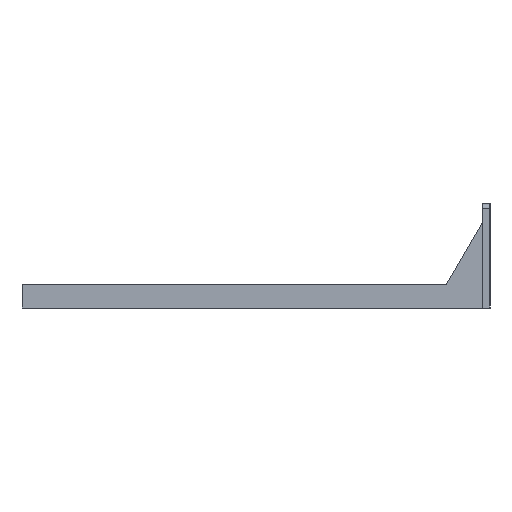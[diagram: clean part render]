
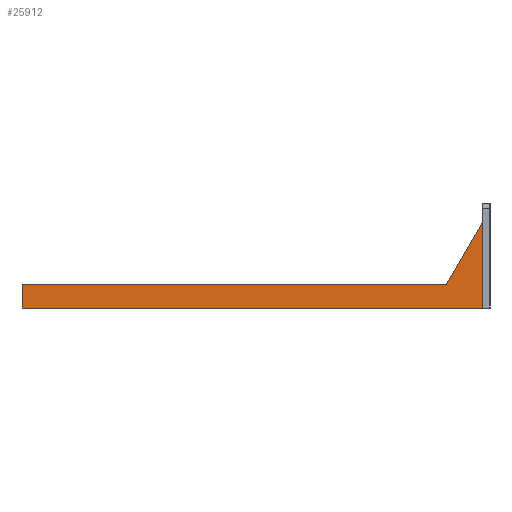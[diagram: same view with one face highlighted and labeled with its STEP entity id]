
A CAD part, left-side view. The second image highlights one B-rep face of the part: STEP entity #25912.
In plain terms, the highlighted planar face has unit normal (-1, 0, 0).
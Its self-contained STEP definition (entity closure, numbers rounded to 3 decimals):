
#251 = PLANE('',#252);
#252 = AXIS2_PLACEMENT_3D('',#253,#254,#255);
#253 = CARTESIAN_POINT('',(10.,124.25,0.));
#254 = DIRECTION('',(0.,0.,1.));
#255 = DIRECTION('',(1.,0.,0.));
#385 = PLANE('',#386);
#386 = AXIS2_PLACEMENT_3D('',#387,#388,#389);
#387 = CARTESIAN_POINT('',(224.5,3.2,0.));
#388 = DIRECTION('',(0.,1.,0.));
#389 = DIRECTION('',(-0.,-0.,-1.));
#8538 = VERTEX_POINT('',#8539);
#8539 = CARTESIAN_POINT('',(-1.6,200.,0.));
#8553 = PLANE('',#8554);
#8554 = AXIS2_PLACEMENT_3D('',#8555,#8556,#8557);
#8555 = CARTESIAN_POINT('',(0.,200.,0.));
#8556 = DIRECTION('',(0.,1.,0.));
#8557 = DIRECTION('',(1.,0.,0.));
#8565 = EDGE_CURVE('',#8566,#8538,#8568,.T.);
#8566 = VERTEX_POINT('',#8567);
#8567 = CARTESIAN_POINT('',(-1.6,3.2,0.));
#8568 = SURFACE_CURVE('',#8569,(#8573,#8580),.PCURVE_S1.);
#8569 = LINE('',#8570,#8571);
#8570 = CARTESIAN_POINT('',(-1.6,0.,0.));
#8571 = VECTOR('',#8572,1.);
#8572 = DIRECTION('',(0.,1.,0.));
#8573 = PCURVE('',#251,#8574);
#8574 = DEFINITIONAL_REPRESENTATION('',(#8575),#8579);
#8575 = LINE('',#8576,#8577);
#8576 = CARTESIAN_POINT('',(-11.6,-124.25));
#8577 = VECTOR('',#8578,1.);
#8578 = DIRECTION('',(0.,1.));
#8579 = ( GEOMETRIC_REPRESENTATION_CONTEXT(2) 
PARAMETRIC_REPRESENTATION_CONTEXT() REPRESENTATION_CONTEXT('2D SPACE',''
  ) );
#8580 = PCURVE('',#8581,#8586);
#8581 = PLANE('',#8582);
#8582 = AXIS2_PLACEMENT_3D('',#8583,#8584,#8585);
#8583 = CARTESIAN_POINT('',(-1.6,0.,0.));
#8584 = DIRECTION('',(1.,0.,0.));
#8585 = DIRECTION('',(0.,0.,1.));
#8586 = DEFINITIONAL_REPRESENTATION('',(#8587),#8591);
#8587 = LINE('',#8588,#8589);
#8588 = CARTESIAN_POINT('',(0.,0.));
#8589 = VECTOR('',#8590,1.);
#8590 = DIRECTION('',(0.,-1.));
#8591 = ( GEOMETRIC_REPRESENTATION_CONTEXT(2) 
PARAMETRIC_REPRESENTATION_CONTEXT() REPRESENTATION_CONTEXT('2D SPACE',''
  ) );
#15565 = EDGE_CURVE('',#15566,#8566,#15568,.T.);
#15566 = VERTEX_POINT('',#15567);
#15567 = CARTESIAN_POINT('',(-1.6,3.2,36.713));
#15568 = SURFACE_CURVE('',#15569,(#15573,#15580),.PCURVE_S1.);
#15569 = LINE('',#15570,#15571);
#15570 = CARTESIAN_POINT('',(-1.6,3.2,36.713));
#15571 = VECTOR('',#15572,1.);
#15572 = DIRECTION('',(0.,0.,-1.));
#15573 = PCURVE('',#385,#15574);
#15574 = DEFINITIONAL_REPRESENTATION('',(#15575),#15579);
#15575 = LINE('',#15576,#15577);
#15576 = CARTESIAN_POINT('',(-36.713,226.1));
#15577 = VECTOR('',#15578,1.);
#15578 = DIRECTION('',(1.,0.));
#15579 = ( GEOMETRIC_REPRESENTATION_CONTEXT(2) 
PARAMETRIC_REPRESENTATION_CONTEXT() REPRESENTATION_CONTEXT('2D SPACE',''
  ) );
#15580 = PCURVE('',#8581,#15581);
#15581 = DEFINITIONAL_REPRESENTATION('',(#15582),#15586);
#15582 = LINE('',#15583,#15584);
#15583 = CARTESIAN_POINT('',(36.713,-3.2));
#15584 = VECTOR('',#15585,1.);
#15585 = DIRECTION('',(-1.,0.));
#15586 = ( GEOMETRIC_REPRESENTATION_CONTEXT(2) 
PARAMETRIC_REPRESENTATION_CONTEXT() REPRESENTATION_CONTEXT('2D SPACE',''
  ) );
#15603 = PLANE('',#15604);
#15604 = AXIS2_PLACEMENT_3D('',#15605,#15606,#15607);
#15605 = CARTESIAN_POINT('',(0.,0.,42.225));
#15606 = DIRECTION('',(-0.,-0.865,-0.502));
#15607 = DIRECTION('',(0.,0.502,-0.865));
#16614 = PLANE('',#16615);
#16615 = AXIS2_PLACEMENT_3D('',#16616,#16617,#16618);
#16616 = CARTESIAN_POINT('',(195.,0.,10.));
#16617 = DIRECTION('',(0.,0.,1.));
#16618 = DIRECTION('',(1.,0.,0.));
#25912 = ADVANCED_FACE('',(#25913),#8581,.F.);
#25913 = FACE_BOUND('',#25914,.F.);
#25914 = EDGE_LOOP('',(#25915,#25940,#25961,#25962,#25963));
#25915 = ORIENTED_EDGE('',*,*,#25916,.F.);
#25916 = EDGE_CURVE('',#25917,#25919,#25921,.T.);
#25917 = VERTEX_POINT('',#25918);
#25918 = CARTESIAN_POINT('',(-1.6,18.708,10.));
#25919 = VERTEX_POINT('',#25920);
#25920 = CARTESIAN_POINT('',(-1.6,200.,10.));
#25921 = SURFACE_CURVE('',#25922,(#25926,#25933),.PCURVE_S1.);
#25922 = LINE('',#25923,#25924);
#25923 = CARTESIAN_POINT('',(-1.6,0.,10.));
#25924 = VECTOR('',#25925,1.);
#25925 = DIRECTION('',(0.,1.,0.));
#25926 = PCURVE('',#8581,#25927);
#25927 = DEFINITIONAL_REPRESENTATION('',(#25928),#25932);
#25928 = LINE('',#25929,#25930);
#25929 = CARTESIAN_POINT('',(10.,0.));
#25930 = VECTOR('',#25931,1.);
#25931 = DIRECTION('',(0.,-1.));
#25932 = ( GEOMETRIC_REPRESENTATION_CONTEXT(2) 
PARAMETRIC_REPRESENTATION_CONTEXT() REPRESENTATION_CONTEXT('2D SPACE',''
  ) );
#25933 = PCURVE('',#16614,#25934);
#25934 = DEFINITIONAL_REPRESENTATION('',(#25935),#25939);
#25935 = LINE('',#25936,#25937);
#25936 = CARTESIAN_POINT('',(-196.6,0.));
#25937 = VECTOR('',#25938,1.);
#25938 = DIRECTION('',(0.,1.));
#25939 = ( GEOMETRIC_REPRESENTATION_CONTEXT(2) 
PARAMETRIC_REPRESENTATION_CONTEXT() REPRESENTATION_CONTEXT('2D SPACE',''
  ) );
#25940 = ORIENTED_EDGE('',*,*,#25941,.F.);
#25941 = EDGE_CURVE('',#15566,#25917,#25942,.T.);
#25942 = SURFACE_CURVE('',#25943,(#25947,#25954),.PCURVE_S1.);
#25943 = LINE('',#25944,#25945);
#25944 = CARTESIAN_POINT('',(-1.6,0.,42.225));
#25945 = VECTOR('',#25946,1.);
#25946 = DIRECTION('',(0.,0.502,-0.865));
#25947 = PCURVE('',#8581,#25948);
#25948 = DEFINITIONAL_REPRESENTATION('',(#25949),#25953);
#25949 = LINE('',#25950,#25951);
#25950 = CARTESIAN_POINT('',(42.225,0.));
#25951 = VECTOR('',#25952,1.);
#25952 = DIRECTION('',(-0.865,-0.502));
#25953 = ( GEOMETRIC_REPRESENTATION_CONTEXT(2) 
PARAMETRIC_REPRESENTATION_CONTEXT() REPRESENTATION_CONTEXT('2D SPACE',''
  ) );
#25954 = PCURVE('',#15603,#25955);
#25955 = DEFINITIONAL_REPRESENTATION('',(#25956),#25960);
#25956 = LINE('',#25957,#25958);
#25957 = CARTESIAN_POINT('',(0.,-1.6));
#25958 = VECTOR('',#25959,1.);
#25959 = DIRECTION('',(1.,0.));
#25960 = ( GEOMETRIC_REPRESENTATION_CONTEXT(2) 
PARAMETRIC_REPRESENTATION_CONTEXT() REPRESENTATION_CONTEXT('2D SPACE',''
  ) );
#25961 = ORIENTED_EDGE('',*,*,#15565,.T.);
#25962 = ORIENTED_EDGE('',*,*,#8565,.T.);
#25963 = ORIENTED_EDGE('',*,*,#25964,.T.);
#25964 = EDGE_CURVE('',#8538,#25919,#25965,.T.);
#25965 = SURFACE_CURVE('',#25966,(#25970,#25977),.PCURVE_S1.);
#25966 = LINE('',#25967,#25968);
#25967 = CARTESIAN_POINT('',(-1.6,200.,0.));
#25968 = VECTOR('',#25969,1.);
#25969 = DIRECTION('',(0.,0.,1.));
#25970 = PCURVE('',#8581,#25971);
#25971 = DEFINITIONAL_REPRESENTATION('',(#25972),#25976);
#25972 = LINE('',#25973,#25974);
#25973 = CARTESIAN_POINT('',(0.,-200.));
#25974 = VECTOR('',#25975,1.);
#25975 = DIRECTION('',(1.,0.));
#25976 = ( GEOMETRIC_REPRESENTATION_CONTEXT(2) 
PARAMETRIC_REPRESENTATION_CONTEXT() REPRESENTATION_CONTEXT('2D SPACE',''
  ) );
#25977 = PCURVE('',#8553,#25978);
#25978 = DEFINITIONAL_REPRESENTATION('',(#25979),#25983);
#25979 = LINE('',#25980,#25981);
#25980 = CARTESIAN_POINT('',(-1.6,0.));
#25981 = VECTOR('',#25982,1.);
#25982 = DIRECTION('',(0.,-1.));
#25983 = ( GEOMETRIC_REPRESENTATION_CONTEXT(2) 
PARAMETRIC_REPRESENTATION_CONTEXT() REPRESENTATION_CONTEXT('2D SPACE',''
  ) );
